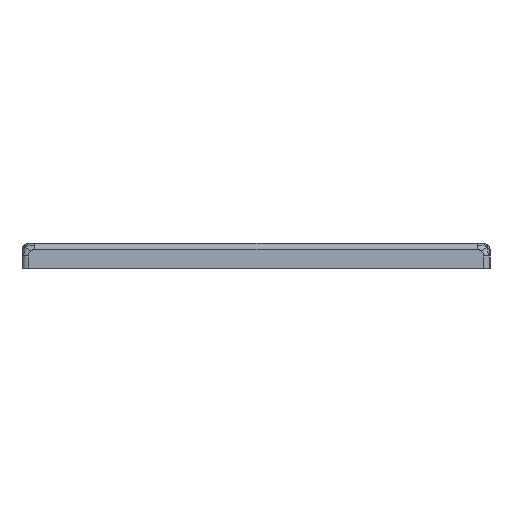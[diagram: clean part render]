
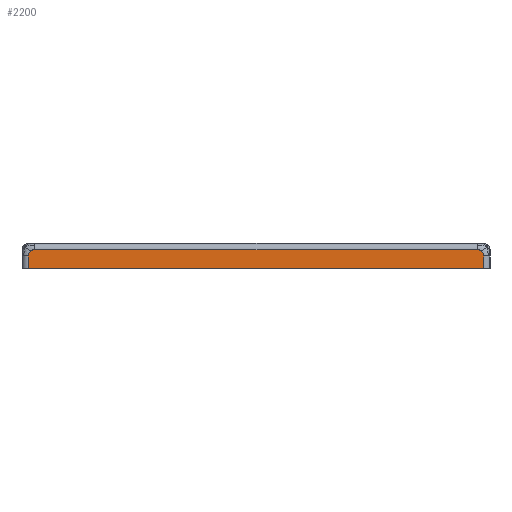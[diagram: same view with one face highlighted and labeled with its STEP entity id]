
A CAD part, left-side view. The second image highlights one B-rep face of the part: STEP entity #2200.
In plain terms, the highlighted planar face has unit normal (-1, 0, 0).
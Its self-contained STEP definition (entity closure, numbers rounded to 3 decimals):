
#90=LINE('',#3610,#305);
#130=LINE('',#3714,#345);
#131=LINE('',#3717,#346);
#132=LINE('',#3718,#347);
#305=VECTOR('',#2566,10.);
#345=VECTOR('',#2678,10.);
#346=VECTOR('',#2681,10.);
#347=VECTOR('',#2682,10.);
#519=PLANE('',#2366);
#615=FACE_OUTER_BOUND('',#750,.T.);
#750=EDGE_LOOP('',(#1655,#1656,#1657,#1658,#1659,#1660,#1661,#1662));
#860=CIRCLE('',#2305,2.);
#863=CIRCLE('',#2308,2.);
#878=CIRCLE('',#2323,2.);
#894=CIRCLE('',#2367,2.);
#968=VERTEX_POINT('',#3122);
#969=VERTEX_POINT('',#3129);
#971=VERTEX_POINT('',#3175);
#988=VERTEX_POINT('',#3544);
#989=VERTEX_POINT('',#3551);
#1016=VERTEX_POINT('',#3607);
#1017=VERTEX_POINT('',#3609);
#1046=VERTEX_POINT('',#3715);
#1178=EDGE_CURVE('',#968,#969,#860,.T.);
#1182=EDGE_CURVE('',#971,#968,#863,.T.);
#1206=EDGE_CURVE('',#988,#989,#878,.T.);
#1234=EDGE_CURVE('',#1016,#1017,#90,.T.);
#1284=EDGE_CURVE('',#989,#1016,#130,.T.);
#1285=EDGE_CURVE('',#1046,#988,#894,.T.);
#1286=EDGE_CURVE('',#969,#1046,#131,.T.);
#1287=EDGE_CURVE('',#1017,#971,#132,.T.);
#1655=ORIENTED_EDGE('',*,*,#1284,.F.);
#1656=ORIENTED_EDGE('',*,*,#1206,.F.);
#1657=ORIENTED_EDGE('',*,*,#1285,.F.);
#1658=ORIENTED_EDGE('',*,*,#1286,.F.);
#1659=ORIENTED_EDGE('',*,*,#1178,.F.);
#1660=ORIENTED_EDGE('',*,*,#1182,.F.);
#1661=ORIENTED_EDGE('',*,*,#1287,.F.);
#1662=ORIENTED_EDGE('',*,*,#1234,.F.);
#2200=ADVANCED_FACE('',(#615),#519,.T.);
#2305=AXIS2_PLACEMENT_3D('',#3130,#2492,#2493);
#2308=AXIS2_PLACEMENT_3D('',#3177,#2498,#2499);
#2323=AXIS2_PLACEMENT_3D('',#3552,#2528,#2529);
#2366=AXIS2_PLACEMENT_3D('',#3713,#2676,#2677);
#2367=AXIS2_PLACEMENT_3D('',#3716,#2679,#2680);
#2492=DIRECTION('center_axis',(1.,0.,0.));
#2493=DIRECTION('ref_axis',(0.,0.707,0.707));
#2498=DIRECTION('center_axis',(1.,0.,0.));
#2499=DIRECTION('ref_axis',(0.,0.707,0.707));
#2528=DIRECTION('center_axis',(1.,0.,0.));
#2529=DIRECTION('ref_axis',(0.,-0.707,0.707));
#2566=DIRECTION('',(0.,1.,0.));
#2676=DIRECTION('center_axis',(-1.,0.,0.));
#2677=DIRECTION('ref_axis',(0.,1.,0.));
#2678=DIRECTION('',(0.,0.,-1.));
#2679=DIRECTION('center_axis',(1.,0.,0.));
#2680=DIRECTION('ref_axis',(0.,-0.707,0.707));
#2681=DIRECTION('',(0.,-1.,0.));
#2682=DIRECTION('',(0.,0.,1.));
#3122=CARTESIAN_POINT('',(-8.876,136.165,-2.586));
#3129=CARTESIAN_POINT('',(-8.876,134.751,-2.));
#3130=CARTESIAN_POINT('Origin',(-8.876,134.751,-4.));
#3175=CARTESIAN_POINT('',(-8.876,136.751,-4.));
#3177=CARTESIAN_POINT('Origin',(-8.876,134.751,-4.));
#3544=CARTESIAN_POINT('',(-8.876,-7.039,-2.586));
#3551=CARTESIAN_POINT('',(-8.876,-7.625,-4.));
#3552=CARTESIAN_POINT('Origin',(-8.876,-5.625,-4.));
#3607=CARTESIAN_POINT('',(-8.876,-7.625,-8.));
#3609=CARTESIAN_POINT('',(-8.876,136.751,-8.));
#3610=CARTESIAN_POINT('',(-8.876,-9.625,-8.));
#3713=CARTESIAN_POINT('Origin',(-8.876,-9.625,0.));
#3714=CARTESIAN_POINT('',(-8.876,-7.625,0.));
#3715=CARTESIAN_POINT('',(-8.876,-5.625,-2.));
#3716=CARTESIAN_POINT('Origin',(-8.876,-5.625,-4.));
#3717=CARTESIAN_POINT('',(-8.876,27.469,-2.));
#3718=CARTESIAN_POINT('',(-8.876,136.751,0.));
